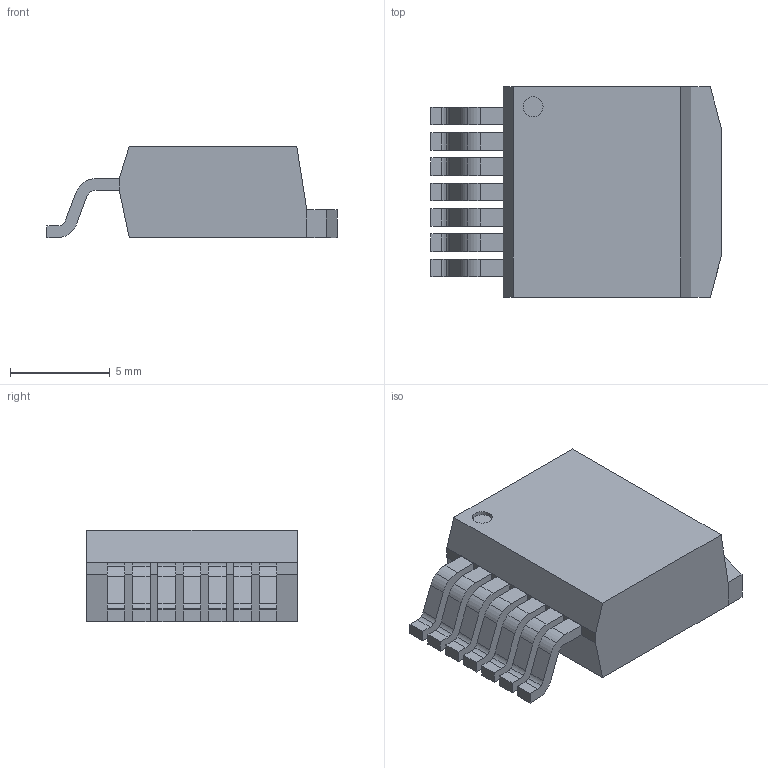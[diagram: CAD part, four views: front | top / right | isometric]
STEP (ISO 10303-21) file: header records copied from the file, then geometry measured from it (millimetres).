
FILE_DESCRIPTION((''),'2;1');
FILE_NAME('TO127P1394X457-8N-R789X1054.stp','2009-12-09T17:12:51',(''),(''),'Mechanical Desktop 2006','Mechanical Desktop 2006',', , ');
FILE_SCHEMA(('AUTOMOTIVE_DESIGN { 1 2 10303 214 0 1 1 1 }'));
Length unit declared in the file: millimetre
Products named in the file (1): Product
Bounding box: 14.55 x 10.54 x 4.57 mm (x, y, z)
Volume: 473.1 mm3; surface area: 670.2 mm2
Topology: 10 solids, 10 shells, 167 faces, 436 edges, 290 vertices
Faces by surface type: plane 107, cylinder 60
Entity records: 5184 total; most frequent: CARTESIAN_POINT 894, DIRECTION 892, ORIENTED_EDGE 872, EDGE_CURVE 436, VECTOR 316, LINE 316, VERTEX_POINT 290, AXIS2_PLACEMENT_3D 288
